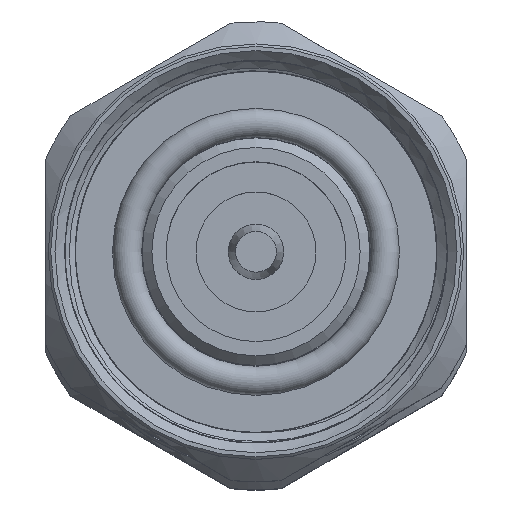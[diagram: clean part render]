
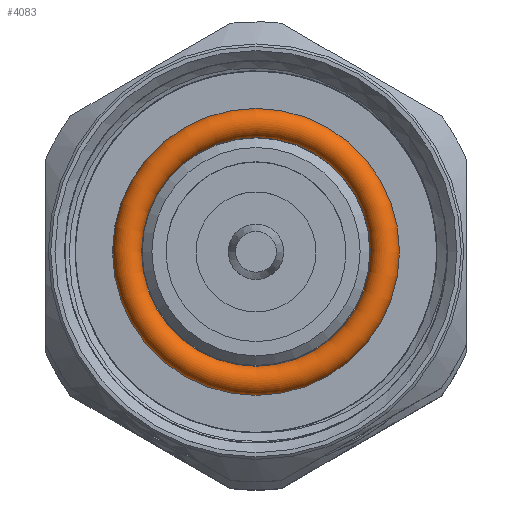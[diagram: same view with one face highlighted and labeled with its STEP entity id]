
A CAD part, top view. The second image highlights one B-rep face of the part: STEP entity #4083.
In plain terms, the highlighted toroidal (fillet/blend) face has major radius 6.737 mm and minor radius 0.762 mm.
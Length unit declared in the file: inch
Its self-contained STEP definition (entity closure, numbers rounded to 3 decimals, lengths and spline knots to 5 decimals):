
#526 = CARTESIAN_POINT ( 'NONE',  ( 0.27356, 0., 0. ) ) ;
#1829 = DIRECTION ( 'NONE',  ( 0., 0., 1. ) ) ;
#2866 = DIRECTION ( 'NONE',  ( -1., 0., 0. ) ) ;
#3860 = AXIS2_PLACEMENT_3D ( 'NONE', #526, #2866, #1829 ) ;
#4083 = ADVANCED_FACE ( 'NONE', ( ), #4277, .T. ) ;
#4277 = TOROIDAL_SURFACE ( 'NONE', #3860, 0.26522, 0.03 ) ;
